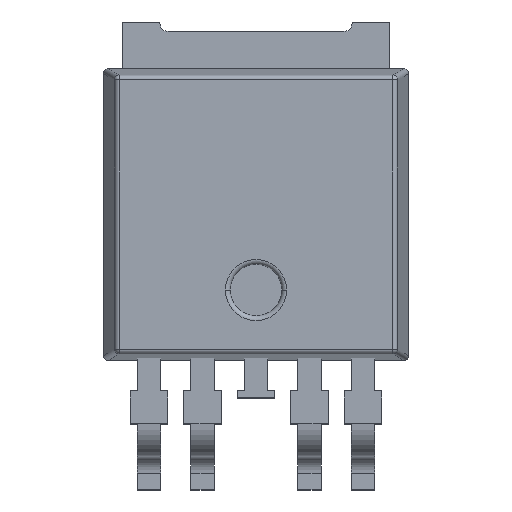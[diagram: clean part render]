
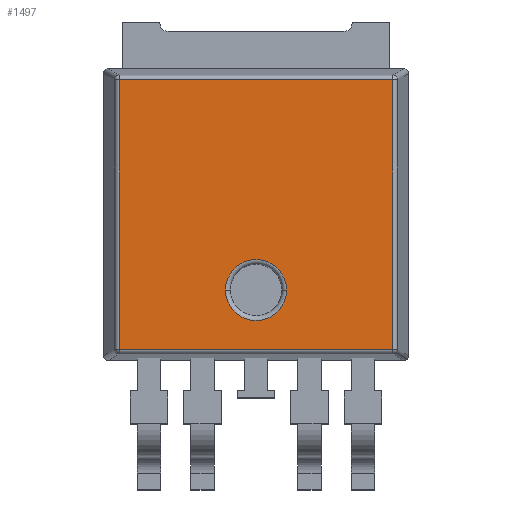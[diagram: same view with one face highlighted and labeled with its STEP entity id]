
A CAD part, top view. The second image highlights one B-rep face of the part: STEP entity #1497.
In plain terms, the highlighted planar face has unit normal (0, 0, 1).
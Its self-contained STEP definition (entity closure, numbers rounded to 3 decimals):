
#50 = DIRECTION ( 'NONE',  ( 0., 0., -1. ) ) ;
#182 = CARTESIAN_POINT ( 'NONE',  ( 0.331, 5.983, 2.3 ) ) ;
#395 = EDGE_LOOP ( 'NONE', ( #1355, #3012, #5535, #4590 ) ) ;
#437 = DIRECTION ( 'NONE',  ( -1., 0., 0. ) ) ;
#903 = CARTESIAN_POINT ( 'NONE',  ( 2.6, 1.5, 2.3 ) ) ;
#973 = FACE_OUTER_BOUND ( 'NONE', #395, .T. ) ;
#1184 = CIRCLE ( 'NONE', #2178, 0.65 ) ;
#1355 = ORIENTED_EDGE ( 'NONE', *, *, #2117, .T. ) ;
#1461 = LINE ( 'NONE', #4229, #3865 ) ;
#1464 = CARTESIAN_POINT ( 'NONE',  ( 0., 0., 2.3 ) ) ;
#1470 = EDGE_LOOP ( 'NONE', ( #6466, #3004 ) ) ;
#1497 = ADVANCED_FACE ( 'NONE', ( #973, #1920 ), #3706, .F. ) ;
#1810 = CARTESIAN_POINT ( 'NONE',  ( 6.169, 5.983, 2.3 ) ) ;
#1920 = FACE_BOUND ( 'NONE', #1470, .T. ) ;
#1927 = VECTOR ( 'NONE', #4384, 1000. ) ;
#1951 = VERTEX_POINT ( 'NONE', #2517 ) ;
#1988 = CARTESIAN_POINT ( 'NONE',  ( 3.25, 1.5, 2.3 ) ) ;
#2117 = EDGE_CURVE ( 'NONE', #3381, #3369, #2154, .T. ) ;
#2154 = LINE ( 'NONE', #4812, #6850 ) ;
#2178 = AXIS2_PLACEMENT_3D ( 'NONE', #1988, #6404, #2554 ) ;
#2191 = EDGE_CURVE ( 'NONE', #1951, #7069, #5824, .T. ) ;
#2517 = CARTESIAN_POINT ( 'NONE',  ( 3.9, 1.5, 2.3 ) ) ;
#2523 = DIRECTION ( 'NONE',  ( -1., 0., 0. ) ) ;
#2554 = DIRECTION ( 'NONE',  ( -1., 0., 0. ) ) ;
#2619 = EDGE_CURVE ( 'NONE', #4196, #6497, #1461, .T. ) ;
#2720 = CARTESIAN_POINT ( 'NONE',  ( 0.331, 0.147, 2.3 ) ) ;
#2890 = AXIS2_PLACEMENT_3D ( 'NONE', #4476, #50, #3382 ) ;
#3004 = ORIENTED_EDGE ( 'NONE', *, *, #2191, .T. ) ;
#3012 = ORIENTED_EDGE ( 'NONE', *, *, #4684, .T. ) ;
#3116 = DIRECTION ( 'NONE',  ( 1., 0., 0. ) ) ;
#3178 = VECTOR ( 'NONE', #4081, 1000. ) ;
#3369 = VERTEX_POINT ( 'NONE', #182 ) ;
#3381 = VERTEX_POINT ( 'NONE', #1810 ) ;
#3382 = DIRECTION ( 'NONE',  ( -1., 0., 0. ) ) ;
#3597 = CARTESIAN_POINT ( 'NONE',  ( 6.169, 0.237, 2.3 ) ) ;
#3706 = PLANE ( 'NONE',  #6124 ) ;
#3865 = VECTOR ( 'NONE', #3116, 1000. ) ;
#4055 = CARTESIAN_POINT ( 'NONE',  ( 6.169, 6.073, 2.3 ) ) ;
#4080 = EDGE_CURVE ( 'NONE', #6497, #3381, #5452, .T. ) ;
#4081 = DIRECTION ( 'NONE',  ( 0., 1., 0. ) ) ;
#4196 = VERTEX_POINT ( 'NONE', #4209 ) ;
#4209 = CARTESIAN_POINT ( 'NONE',  ( 0.331, 0.237, 2.3 ) ) ;
#4229 = CARTESIAN_POINT ( 'NONE',  ( 6.253, 0.237, 2.3 ) ) ;
#4384 = DIRECTION ( 'NONE',  ( 0., -1., 0. ) ) ;
#4476 = CARTESIAN_POINT ( 'NONE',  ( 3.25, 1.5, 2.3 ) ) ;
#4590 = ORIENTED_EDGE ( 'NONE', *, *, #4080, .T. ) ;
#4684 = EDGE_CURVE ( 'NONE', #3369, #4196, #5097, .T. ) ;
#4812 = CARTESIAN_POINT ( 'NONE',  ( 0.247, 5.983, 2.3 ) ) ;
#5097 = LINE ( 'NONE', #2720, #1927 ) ;
#5452 = LINE ( 'NONE', #4055, #3178 ) ;
#5535 = ORIENTED_EDGE ( 'NONE', *, *, #2619, .T. ) ;
#5824 = CIRCLE ( 'NONE', #2890, 0.65 ) ;
#6124 = AXIS2_PLACEMENT_3D ( 'NONE', #1464, #6334, #2523 ) ;
#6334 = DIRECTION ( 'NONE',  ( 0., 0., -1. ) ) ;
#6404 = DIRECTION ( 'NONE',  ( 0., 0., -1. ) ) ;
#6466 = ORIENTED_EDGE ( 'NONE', *, *, #6721, .T. ) ;
#6497 = VERTEX_POINT ( 'NONE', #3597 ) ;
#6721 = EDGE_CURVE ( 'NONE', #7069, #1951, #1184, .T. ) ;
#6850 = VECTOR ( 'NONE', #437, 1000. ) ;
#7069 = VERTEX_POINT ( 'NONE', #903 ) ;
